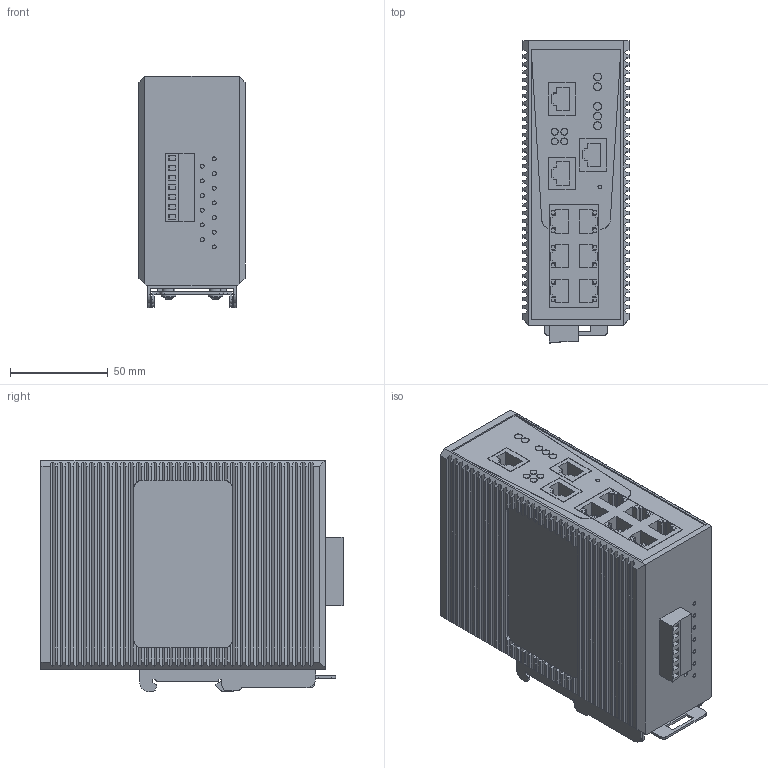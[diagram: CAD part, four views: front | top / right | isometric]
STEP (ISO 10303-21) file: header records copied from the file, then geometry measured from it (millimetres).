
FILE_DESCRIPTION(('CATIA V5 STEP Exchange','CAx-IF Rec.Pracs.--- Model Styling and Organization---1.4--- 2014-01-23'),'2;1');
FILE_NAME ('D1487714_0', '2021-05-28T07:36:06+00:00', ('none'), ('Weidmueller'), 'CATIA Version 5-6 Release 2016 SP3 HF44', 'CATIA V5 STEP AP214', 'none');
FILE_SCHEMA(('AUTOMOTIVE_DESIGN { 1 0 10303 214 1 1 1 1 }'));
Length unit declared in the file: millimetre
Products named in the file (1): S3D_IE_SW_AL08M_6TX_2GT
Bounding box: 54.2 x 154.45 x 118.2 mm (x, y, z)
Volume: 805079.3 mm3; surface area: 120880.7 mm2
Topology: 38 solids, 38 shells, 1430 faces, 3670 edges, 2420 vertices
Faces by surface type: plane 1135, cylinder 219, extrusion 68, revolution 8
Entity records: 42747 total; most frequent: CARTESIAN_POINT 8733, ORIENTED_EDGE 7340, DIRECTION 5297, EDGE_CURVE 3670, VECTOR 3020, LINE 2952, VERTEX_POINT 2420, EDGE_LOOP 1570
